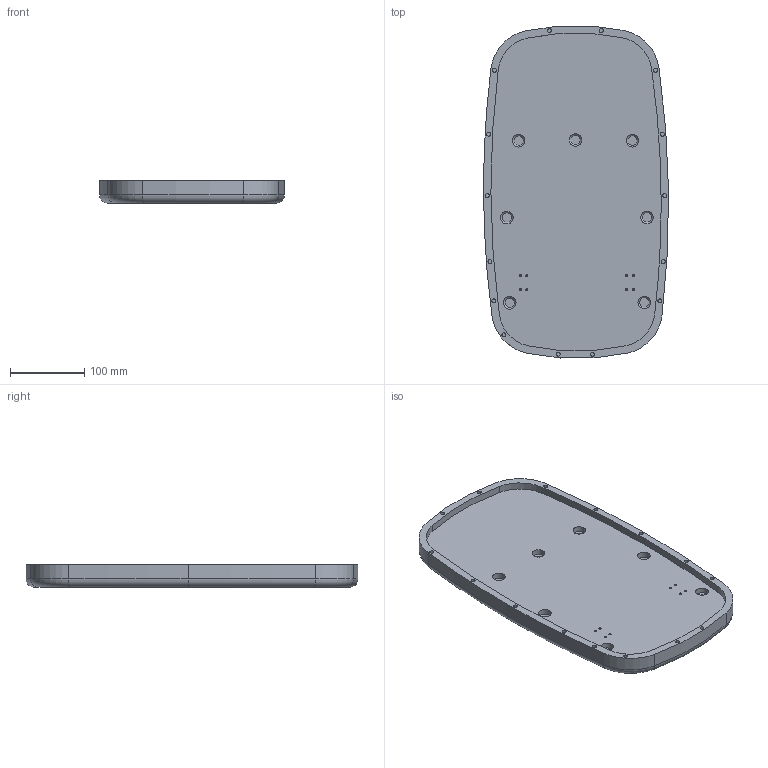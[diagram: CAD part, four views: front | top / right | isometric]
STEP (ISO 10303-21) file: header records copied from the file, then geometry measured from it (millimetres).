
FILE_DESCRIPTION(('HOOPS Exchange Step'),'2;1');
FILE_NAME('temp_export','2022-08-07T11:08:31+02:00',('asadu'),('Shapr3D Limited'),'HOOPS Exchange 2022.0','Shapr3D','Authorized');
FILE_SCHEMA( ('AP203_CONFIGURATION_CONTROLLED_3D_DESIGN_OF_MECHANICAL_PARTS_AND_ASSEMBLIES_MIM_LF') );
Length unit declared in the file: millimetre
Products named in the file (2): Chassis Base; root
Assembly tree (1 placements, depth 2):
  root
    Chassis Base
Bounding box: 249.98 x 448.51 x 30 mm (x, y, z)
Volume: 2126029.3 mm3; surface area: 256534.3 mm2
Topology: 1 solids, 1 shells, 114 faces, 210 edges, 129 vertices
Faces by surface type: cylinder 48, plane 33, torus 18, cone 15
Full cylindrical faces by diameter (mm): 2.9 x8, 5.4 x15, 17 x7
Entity records: 2925 total; most frequent: DIRECTION 589, CARTESIAN_POINT 455, ORIENTED_EDGE 420, AXIS2_PLACEMENT_3D 263, EDGE_CURVE 210, CIRCLE 147, EDGE_LOOP 145, FACE_BOUND 145
